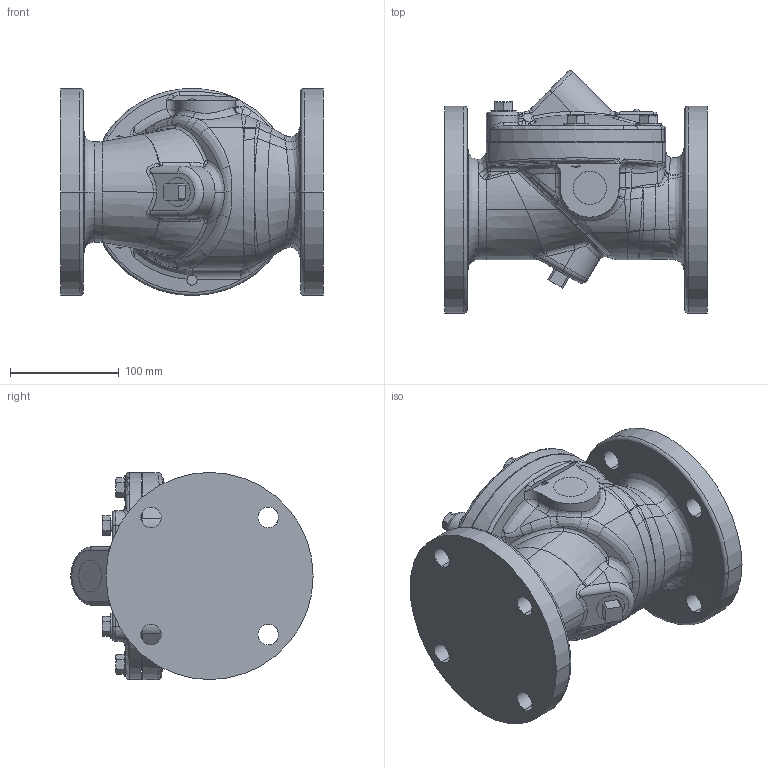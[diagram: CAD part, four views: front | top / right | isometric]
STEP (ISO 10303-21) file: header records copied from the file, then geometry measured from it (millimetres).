
FILE_DESCRIPTION((''),'2;1');
FILE_NAME('503A_SW0001','2020-07-22T14:20:12',('tomb'),(''),'CREO PARAMETRIC BY PTC INC, 2020053','CREO PARAMETRIC BY PTC INC, 2020053','');
FILE_SCHEMA(('CONFIG_CONTROL_DESIGN'));
Products named in the file (1): 503A_SW0001
Bounding box: 241.3 x 222.9 x 190.5 mm (x, y, z)
Volume: 2353734.4 mm3; surface area: 390770.8 mm2
Topology: 1 solids, 1 shells, 1004 faces, 2389 edges, 1414 vertices
Faces by surface type: bspline 490, cylinder 216, plane 172, torus 56, cone 44, sphere 26
Entity records: 71220 total; most frequent: CARTESIAN_POINT 51517, ORIENTED_EDGE 4766, DIRECTION 3165, EDGE_CURVE 2383, VERTEX_POINT 1414, AXIS2_PLACEMENT_3D 1343, B_SPLINE_CURVE_WITH_KNOTS 1075, EDGE_LOOP 1063
